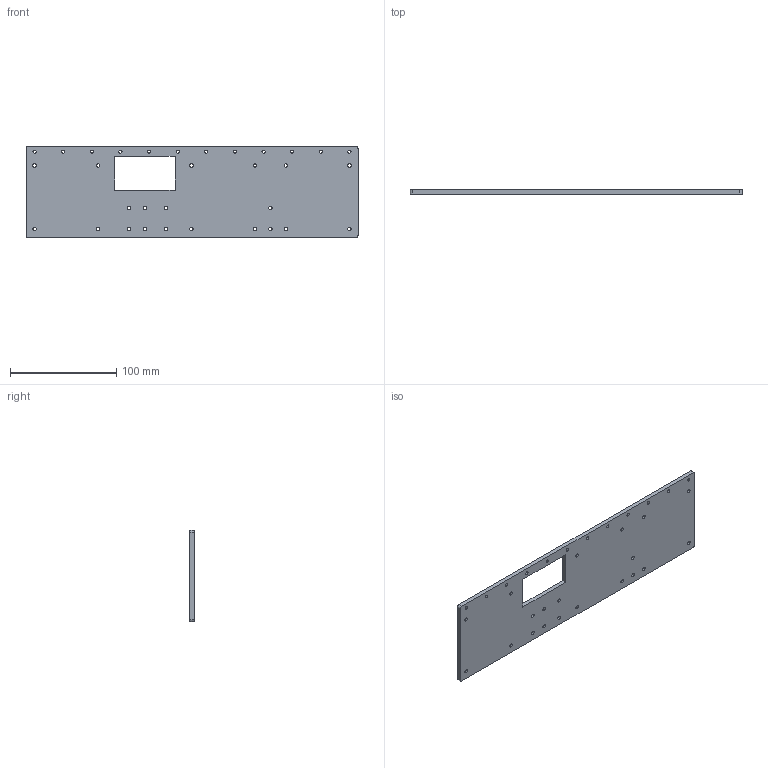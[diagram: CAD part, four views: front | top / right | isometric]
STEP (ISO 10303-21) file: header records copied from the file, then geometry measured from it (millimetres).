
FILE_DESCRIPTION(('FreeCAD Model'),'2;1');
FILE_NAME('placa_back.step','2017-09-28T15:48:42',( 'Author'),(''),'Open CASCADE STEP processor 6.8','FreeCAD','Unknown' );
FILE_SCHEMA(('AUTOMOTIVE_DESIGN_CC2 { 1 2 10303 214 -1 1 5 4 }'));
Length unit declared in the file: millimetre
Products named in the file (2): ASSEMBLY; Plate3CubesBB
Assembly tree (1 placements, depth 2):
  ASSEMBLY
    Plate3CubesBB
Bounding box: 313.2 x 4 x 86.2 mm (x, y, z)
Volume: 99680.8 mm3; surface area: 55001.8 mm2
Topology: 1 solids, 1 shells, 46 faces, 132 edges, 88 vertices
Faces by surface type: cylinder 36, plane 10
Full cylindrical faces by diameter (mm): 3 x12, 3.245 x20
Entity records: 3437 total; most frequent: CARTESIAN_POINT 584, DIRECTION 542, ORIENTED_EDGE 264, PCURVE 264, DEFINITIONAL_REPRESENTATION 264, LINE 236, VECTOR 236, CIRCLE 138
